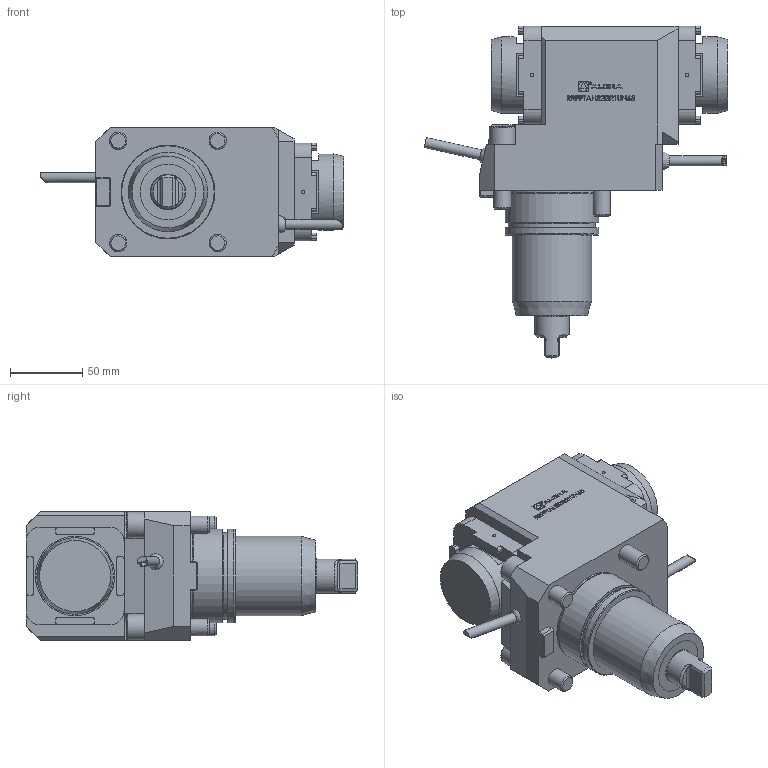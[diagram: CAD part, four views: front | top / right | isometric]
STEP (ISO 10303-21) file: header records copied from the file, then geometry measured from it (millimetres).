
FILE_DESCRIPTION (( 'STEP AP214' ), '1' );
FILE_NAME ('RRPPTAH32I321UN65.STEP', '2025-10-18T05:34:59', ( '' ), ( '' ), 'SwSTEP 2.0', 'SolidWorks 2023', '' );
FILE_SCHEMA (( 'AUTOMOTIVE_DESIGN' ));
Length unit declared in the file: millimetre
Products named in the file (1): RRPPTAH32I321UN65
Bounding box: 210.59 x 230.3 x 90 mm (x, y, z)
Volume: 1539974.3 mm3; surface area: 106106.6 mm2
Topology: 1 solids, 2 shells, 594 faces, 1550 edges, 1031 vertices
Faces by surface type: plane 373, cylinder 99, bspline 95, cone 19, torus 6, sphere 2
Full cylindrical faces by diameter (mm): 1.7 x1, 2.1 x1, 4 x2, 6.366 x1, 7 x2, 12 x4, 18 x2, 23.7 x1, 53 x2, 55 x1, 60.5 x1, 64.6 x1, 65 x2
Entity records: 27360 total; most frequent: CARTESIAN_POINT 9776, ORIENTED_EDGE 2970, DIRECTION 2494, EDGE_CURVE 1485, VECTOR 1026, LINE 1026, VERTEX_POINT 1010, AXIS2_PLACEMENT_3D 734
